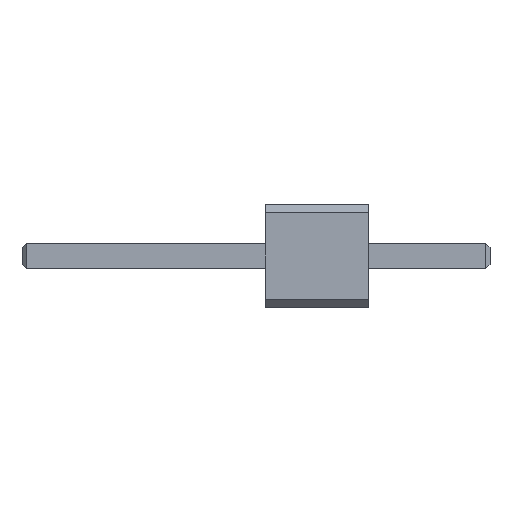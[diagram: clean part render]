
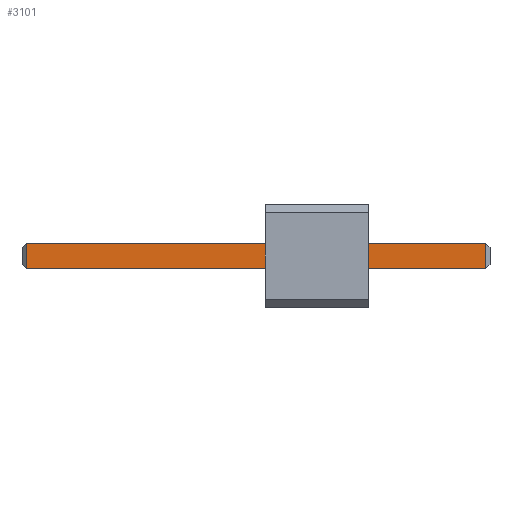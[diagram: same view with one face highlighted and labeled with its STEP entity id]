
A CAD part, left-side view. The second image highlights one B-rep face of the part: STEP entity #3101.
In plain terms, the highlighted planar face has unit normal (-1, 0, 0).
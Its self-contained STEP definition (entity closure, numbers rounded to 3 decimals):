
#130 = CARTESIAN_POINT ( 'NONE',  ( 0.95, 8.44, -1.59 ) ) ;
#446 = LINE ( 'NONE', #973, #618 ) ;
#618 = VECTOR ( 'NONE', #1036, 1000. ) ;
#636 = CARTESIAN_POINT ( 'NONE',  ( 0.95, -2.9, -0.95 ) ) ;
#641 = LINE ( 'NONE', #3830, #4004 ) ;
#804 = CARTESIAN_POINT ( 'NONE',  ( 0.95, -2.9, -1.59 ) ) ;
#973 = CARTESIAN_POINT ( 'NONE',  ( 0.95, -3., -1.59 ) ) ;
#1036 = DIRECTION ( 'NONE',  ( 0., 1., 0. ) ) ;
#1096 = ORIENTED_EDGE ( 'NONE', *, *, #3794, .F. ) ;
#1575 = ORIENTED_EDGE ( 'NONE', *, *, #4425, .T. ) ;
#1931 = VERTEX_POINT ( 'NONE', #2019 ) ;
#1938 = DIRECTION ( 'NONE',  ( 0., 0., -1. ) ) ;
#1940 = DIRECTION ( 'NONE',  ( 0., 0., 1. ) ) ;
#1954 = CARTESIAN_POINT ( 'NONE',  ( 0.95, 8.44, -1.59 ) ) ;
#1967 = VECTOR ( 'NONE', #1938, 1000. ) ;
#2014 = CARTESIAN_POINT ( 'NONE',  ( 0.95, 8.44, -0.95 ) ) ;
#2019 = CARTESIAN_POINT ( 'NONE',  ( 0.95, -2.9, -1.59 ) ) ;
#2068 = EDGE_CURVE ( 'NONE', #1931, #2269, #446, .T. ) ;
#2269 = VERTEX_POINT ( 'NONE', #1954 ) ;
#2405 = VECTOR ( 'NONE', #1940, 1000. ) ;
#2551 = ORIENTED_EDGE ( 'NONE', *, *, #2068, .F. ) ;
#2588 = LINE ( 'NONE', #804, #2405 ) ;
#2898 = PLANE ( 'NONE',  #3041 ) ;
#3041 = AXIS2_PLACEMENT_3D ( 'NONE', #4003, #3959, #4378 ) ;
#3075 = VERTEX_POINT ( 'NONE', #636 ) ;
#3101 = ADVANCED_FACE ( 'NONE', ( #3155 ), #2898, .T. ) ;
#3155 = FACE_OUTER_BOUND ( 'NONE', #3494, .T. ) ;
#3423 = DIRECTION ( 'NONE',  ( 0., -1., 0. ) ) ;
#3494 = EDGE_LOOP ( 'NONE', ( #1096, #1575, #2551, #4365 ) ) ;
#3556 = VERTEX_POINT ( 'NONE', #2014 ) ;
#3747 = EDGE_CURVE ( 'NONE', #1931, #3075, #2588, .T. ) ;
#3794 = EDGE_CURVE ( 'NONE', #3556, #3075, #641, .T. ) ;
#3830 = CARTESIAN_POINT ( 'NONE',  ( 0.95, -3., -0.95 ) ) ;
#3884 = LINE ( 'NONE', #130, #1967 ) ;
#3959 = DIRECTION ( 'NONE',  ( -1., 0., 0. ) ) ;
#4003 = CARTESIAN_POINT ( 'NONE',  ( 0.95, -3., -1.59 ) ) ;
#4004 = VECTOR ( 'NONE', #3423, 1000. ) ;
#4365 = ORIENTED_EDGE ( 'NONE', *, *, #3747, .T. ) ;
#4378 = DIRECTION ( 'NONE',  ( 0., 0., 1. ) ) ;
#4425 = EDGE_CURVE ( 'NONE', #3556, #2269, #3884, .T. ) ;
